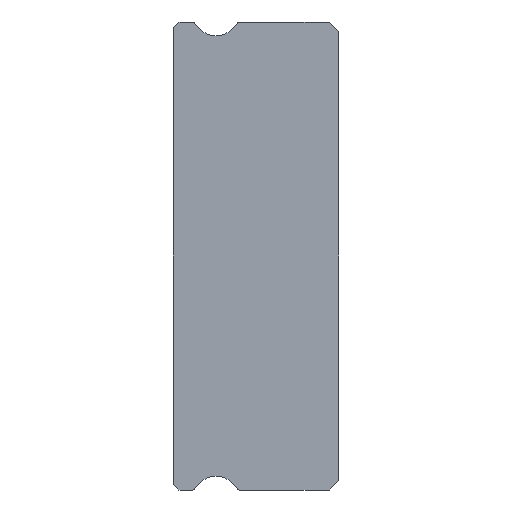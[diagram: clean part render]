
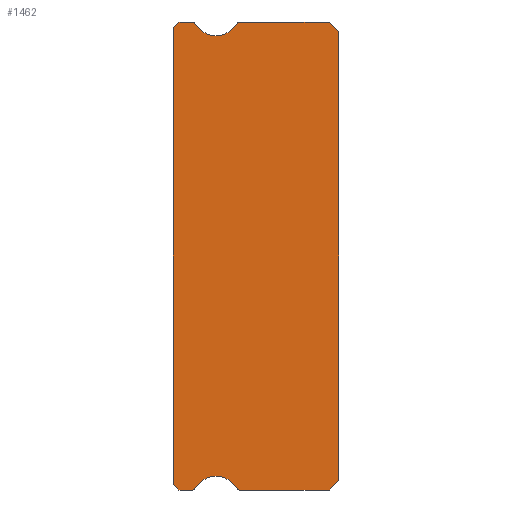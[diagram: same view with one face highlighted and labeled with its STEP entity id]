
A CAD part, left-side view. The second image highlights one B-rep face of the part: STEP entity #1462.
In plain terms, the highlighted planar face has unit normal (-1, 0, 0).
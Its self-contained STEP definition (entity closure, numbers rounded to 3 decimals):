
#15 = ORIENTED_EDGE ( 'NONE', *, *, #249, .F. ) ;
#20 = DIRECTION ( 'NONE',  ( 1., 0., 0. ) ) ;
#31 = LINE ( 'NONE', #520, #343 ) ;
#34 = CIRCLE ( 'NONE', #934, 0.15 ) ;
#90 = EDGE_CURVE ( 'NONE', #1091, #1438, #583, .T. ) ;
#152 = DIRECTION ( 'NONE',  ( -1., 0., 0. ) ) ;
#169 = CARTESIAN_POINT ( 'NONE',  ( -20., 8.2, -12. ) ) ;
#204 = CARTESIAN_POINT ( 'NONE',  ( -20., 8.5, 11.85 ) ) ;
#205 = VECTOR ( 'NONE', #1432, 1000. ) ;
#212 = AXIS2_PLACEMENT_3D ( 'NONE', #984, #20, #495 ) ;
#218 = VERTEX_POINT ( 'NONE', #406 ) ;
#219 = CARTESIAN_POINT ( 'NONE',  ( -20., 0., -11.5 ) ) ;
#222 = ORIENTED_EDGE ( 'NONE', *, *, #1298, .F. ) ;
#227 = EDGE_CURVE ( 'NONE', #1015, #1372, #900, .T. ) ;
#233 = VERTEX_POINT ( 'NONE', #1290 ) ;
#249 = EDGE_CURVE ( 'NONE', #362, #687, #666, .T. ) ;
#250 = DIRECTION ( 'NONE',  ( -1., 0., 0. ) ) ;
#275 = LINE ( 'NONE', #169, #1213 ) ;
#284 = CARTESIAN_POINT ( 'NONE',  ( -20., 7.512, 11.85 ) ) ;
#285 = DIRECTION ( 'NONE',  ( 0., 0.707, -0.707 ) ) ;
#286 = CARTESIAN_POINT ( 'NONE',  ( -20., 0., -11.5 ) ) ;
#305 = CARTESIAN_POINT ( 'NONE',  ( -20., 7.512, -12. ) ) ;
#309 = EDGE_LOOP ( 'NONE', ( #222, #357, #694, #552, #1059, #715, #1076, #15, #1030, #703, #1592, #1248, #856, #1039, #908, #1228, #1500 ) ) ;
#318 = CIRCLE ( 'NONE', #816, 0.15 ) ;
#321 = VECTOR ( 'NONE', #852, 1000. ) ;
#322 = LINE ( 'NONE', #1329, #820 ) ;
#334 = EDGE_CURVE ( 'NONE', #641, #660, #275, .T. ) ;
#343 = VECTOR ( 'NONE', #1172, 1000. ) ;
#357 = ORIENTED_EDGE ( 'NONE', *, *, #334, .T. ) ;
#362 = VERTEX_POINT ( 'NONE', #219 ) ;
#382 = VERTEX_POINT ( 'NONE', #1561 ) ;
#406 = CARTESIAN_POINT ( 'NONE',  ( -20., 7.512, -12. ) ) ;
#414 = DIRECTION ( 'NONE',  ( 0., 0., -1. ) ) ;
#420 = EDGE_CURVE ( 'NONE', #459, #1556, #322, .T. ) ;
#459 = VERTEX_POINT ( 'NONE', #1314 ) ;
#490 = DIRECTION ( 'NONE',  ( 1., 0., 0. ) ) ;
#491 = VECTOR ( 'NONE', #1557, 1000. ) ;
#495 = DIRECTION ( 'NONE',  ( 0., 0., -1. ) ) ;
#509 = FACE_OUTER_BOUND ( 'NONE', #309, .T. ) ;
#514 = CARTESIAN_POINT ( 'NONE',  ( -20., 5.217, 11.925 ) ) ;
#520 = CARTESIAN_POINT ( 'NONE',  ( -20., 7.512, -12. ) ) ;
#535 = CARTESIAN_POINT ( 'NONE',  ( -20., 5.088, -12. ) ) ;
#552 = ORIENTED_EDGE ( 'NONE', *, *, #1277, .F. ) ;
#553 = VECTOR ( 'NONE', #285, 1000. ) ;
#560 = EDGE_CURVE ( 'NONE', #1547, #233, #917, .T. ) ;
#573 = LINE ( 'NONE', #204, #491 ) ;
#583 = CIRCLE ( 'NONE', #993, 1.25 ) ;
#601 = VERTEX_POINT ( 'NONE', #1480 ) ;
#602 = AXIS2_PLACEMENT_3D ( 'NONE', #284, #794, #1033 ) ;
#604 = EDGE_CURVE ( 'NONE', #1372, #916, #1373, .T. ) ;
#625 = CARTESIAN_POINT ( 'NONE',  ( -20., 5.088, 11.85 ) ) ;
#631 = PLANE ( 'NONE',  #1180 ) ;
#641 = VERTEX_POINT ( 'NONE', #1004 ) ;
#660 = VERTEX_POINT ( 'NONE', #664 ) ;
#664 = CARTESIAN_POINT ( 'NONE',  ( -20., 8.2, -12. ) ) ;
#666 = LINE ( 'NONE', #286, #1573 ) ;
#677 = EDGE_CURVE ( 'NONE', #233, #1552, #685, .T. ) ;
#685 = CIRCLE ( 'NONE', #1044, 1.25 ) ;
#687 = VERTEX_POINT ( 'NONE', #1540 ) ;
#694 = ORIENTED_EDGE ( 'NONE', *, *, #1559, .T. ) ;
#703 = ORIENTED_EDGE ( 'NONE', *, *, #604, .F. ) ;
#710 = LINE ( 'NONE', #926, #205 ) ;
#715 = ORIENTED_EDGE ( 'NONE', *, *, #560, .F. ) ;
#717 = EDGE_CURVE ( 'NONE', #1556, #382, #1396, .T. ) ;
#731 = DIRECTION ( 'NONE',  ( 0., 0., -1. ) ) ;
#747 = EDGE_CURVE ( 'NONE', #687, #1547, #31, .T. ) ;
#748 = CARTESIAN_POINT ( 'NONE',  ( -20., 0.5, 12. ) ) ;
#750 = CARTESIAN_POINT ( 'NONE',  ( -20., 6.3, 12.55 ) ) ;
#794 = DIRECTION ( 'NONE',  ( 1., 0., 0. ) ) ;
#816 = AXIS2_PLACEMENT_3D ( 'NONE', #625, #490, #992 ) ;
#820 = VECTOR ( 'NONE', #947, 1000. ) ;
#850 = CARTESIAN_POINT ( 'NONE',  ( -20., 5.088, 12. ) ) ;
#852 = DIRECTION ( 'NONE',  ( 0., -0.707, -0.707 ) ) ;
#856 = ORIENTED_EDGE ( 'NONE', *, *, #90, .F. ) ;
#861 = VECTOR ( 'NONE', #1174, 1000. ) ;
#885 = CARTESIAN_POINT ( 'NONE',  ( -20., 7.512, 11.85 ) ) ;
#887 = CARTESIAN_POINT ( 'NONE',  ( -20., 6.3, 11.3 ) ) ;
#900 = LINE ( 'NONE', #1035, #1368 ) ;
#901 = CARTESIAN_POINT ( 'NONE',  ( -20., 7.383, -11.925 ) ) ;
#905 = DIRECTION ( 'NONE',  ( 0., -1., 0. ) ) ;
#908 = ORIENTED_EDGE ( 'NONE', *, *, #1167, .F. ) ;
#916 = VERTEX_POINT ( 'NONE', #1457 ) ;
#917 = CIRCLE ( 'NONE', #212, 0.15 ) ;
#926 = CARTESIAN_POINT ( 'NONE',  ( -20., 0., 11.5 ) ) ;
#934 = AXIS2_PLACEMENT_3D ( 'NONE', #1549, #1303, #1196 ) ;
#947 = DIRECTION ( 'NONE',  ( 0., 1., 0. ) ) ;
#984 = CARTESIAN_POINT ( 'NONE',  ( -20., 5.088, -11.85 ) ) ;
#992 = DIRECTION ( 'NONE',  ( 0., 0., -1. ) ) ;
#993 = AXIS2_PLACEMENT_3D ( 'NONE', #1109, #250, #731 ) ;
#1004 = CARTESIAN_POINT ( 'NONE',  ( -20., 8.5, -11.7 ) ) ;
#1015 = VERTEX_POINT ( 'NONE', #850 ) ;
#1029 = CARTESIAN_POINT ( 'NONE',  ( -20., 8.2, 12. ) ) ;
#1030 = ORIENTED_EDGE ( 'NONE', *, *, #1310, .T. ) ;
#1031 = EDGE_CURVE ( 'NONE', #1438, #1015, #318, .T. ) ;
#1033 = DIRECTION ( 'NONE',  ( 0., 0., -1. ) ) ;
#1035 = CARTESIAN_POINT ( 'NONE',  ( -20., 7.512, 12. ) ) ;
#1039 = ORIENTED_EDGE ( 'NONE', *, *, #1456, .F. ) ;
#1044 = AXIS2_PLACEMENT_3D ( 'NONE', #1281, #152, #1510 ) ;
#1055 = LINE ( 'NONE', #305, #861 ) ;
#1059 = ORIENTED_EDGE ( 'NONE', *, *, #677, .F. ) ;
#1076 = ORIENTED_EDGE ( 'NONE', *, *, #747, .F. ) ;
#1091 = VERTEX_POINT ( 'NONE', #887 ) ;
#1099 = CIRCLE ( 'NONE', #602, 0.15 ) ;
#1109 = CARTESIAN_POINT ( 'NONE',  ( -20., 6.3, 12.55 ) ) ;
#1125 = DIRECTION ( 'NONE',  ( 0., 0., -1. ) ) ;
#1167 = EDGE_CURVE ( 'NONE', #459, #601, #1099, .T. ) ;
#1172 = DIRECTION ( 'NONE',  ( 0., 1., 0. ) ) ;
#1174 = DIRECTION ( 'NONE',  ( 0., -1., 0. ) ) ;
#1180 = AXIS2_PLACEMENT_3D ( 'NONE', #885, #1422, #414 ) ;
#1196 = DIRECTION ( 'NONE',  ( 0., 0., -1. ) ) ;
#1213 = VECTOR ( 'NONE', #1274, 1000. ) ;
#1228 = ORIENTED_EDGE ( 'NONE', *, *, #420, .T. ) ;
#1248 = ORIENTED_EDGE ( 'NONE', *, *, #1031, .F. ) ;
#1251 = DIRECTION ( 'NONE',  ( -1., 0., 0. ) ) ;
#1260 = CIRCLE ( 'NONE', #1567, 1.25 ) ;
#1274 = DIRECTION ( 'NONE',  ( 0., -0.707, -0.707 ) ) ;
#1277 = EDGE_CURVE ( 'NONE', #1552, #218, #34, .T. ) ;
#1281 = CARTESIAN_POINT ( 'NONE',  ( -20., 6.3, -12.55 ) ) ;
#1290 = CARTESIAN_POINT ( 'NONE',  ( -20., 5.217, -11.925 ) ) ;
#1298 = EDGE_CURVE ( 'NONE', #641, #382, #573, .T. ) ;
#1303 = DIRECTION ( 'NONE',  ( 1., 0., 0. ) ) ;
#1305 = DIRECTION ( 'NONE',  ( 0., 0.707, -0.707 ) ) ;
#1310 = EDGE_CURVE ( 'NONE', #362, #916, #710, .T. ) ;
#1314 = CARTESIAN_POINT ( 'NONE',  ( -20., 7.512, 12. ) ) ;
#1329 = CARTESIAN_POINT ( 'NONE',  ( -20., 8.2, 12. ) ) ;
#1363 = CARTESIAN_POINT ( 'NONE',  ( -20., 0.5, 12. ) ) ;
#1368 = VECTOR ( 'NONE', #905, 1000. ) ;
#1372 = VERTEX_POINT ( 'NONE', #1363 ) ;
#1373 = LINE ( 'NONE', #748, #321 ) ;
#1396 = LINE ( 'NONE', #1524, #553 ) ;
#1422 = DIRECTION ( 'NONE',  ( 1., 0., 0. ) ) ;
#1432 = DIRECTION ( 'NONE',  ( 0., 0., 1. ) ) ;
#1438 = VERTEX_POINT ( 'NONE', #514 ) ;
#1456 = EDGE_CURVE ( 'NONE', #601, #1091, #1260, .T. ) ;
#1457 = CARTESIAN_POINT ( 'NONE',  ( -20., 0., 11.5 ) ) ;
#1462 = ADVANCED_FACE ( 'NONE', ( #509 ), #631, .F. ) ;
#1480 = CARTESIAN_POINT ( 'NONE',  ( -20., 7.383, 11.925 ) ) ;
#1500 = ORIENTED_EDGE ( 'NONE', *, *, #717, .T. ) ;
#1510 = DIRECTION ( 'NONE',  ( 0., 0., -1. ) ) ;
#1524 = CARTESIAN_POINT ( 'NONE',  ( -20., 8.5, 11.7 ) ) ;
#1540 = CARTESIAN_POINT ( 'NONE',  ( -20., 0.5, -12. ) ) ;
#1547 = VERTEX_POINT ( 'NONE', #535 ) ;
#1549 = CARTESIAN_POINT ( 'NONE',  ( -20., 7.512, -11.85 ) ) ;
#1552 = VERTEX_POINT ( 'NONE', #901 ) ;
#1556 = VERTEX_POINT ( 'NONE', #1029 ) ;
#1557 = DIRECTION ( 'NONE',  ( 0., 0., 1. ) ) ;
#1559 = EDGE_CURVE ( 'NONE', #660, #218, #1055, .T. ) ;
#1561 = CARTESIAN_POINT ( 'NONE',  ( -20., 8.5, 11.7 ) ) ;
#1567 = AXIS2_PLACEMENT_3D ( 'NONE', #750, #1251, #1125 ) ;
#1573 = VECTOR ( 'NONE', #1305, 1000. ) ;
#1592 = ORIENTED_EDGE ( 'NONE', *, *, #227, .F. ) ;
